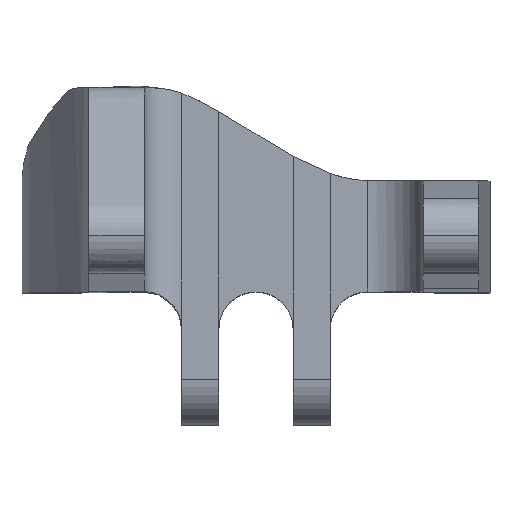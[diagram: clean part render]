
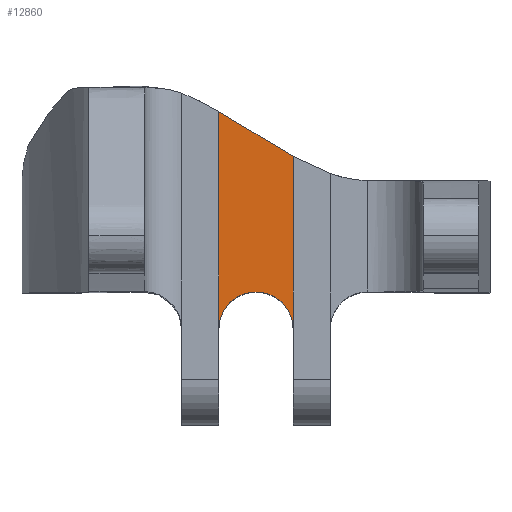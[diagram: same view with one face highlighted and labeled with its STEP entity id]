
A CAD part, top view. The second image highlights one B-rep face of the part: STEP entity #12860.
In plain terms, the highlighted planar face has unit normal (0, 0, -1).
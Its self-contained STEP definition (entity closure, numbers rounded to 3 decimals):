
#206 = CARTESIAN_POINT ( 'NONE',  ( -3.475, 57.172, -119.2 ) ) ;
#314 = VERTEX_POINT ( 'NONE', #13309 ) ;
#362 = CARTESIAN_POINT ( 'NONE',  ( 20., 42.995, -119.2 ) ) ;
#649 = FACE_OUTER_BOUND ( 'NONE', #3208, .T. ) ;
#865 = DIRECTION ( 'NONE',  ( 0., 1., 0. ) ) ;
#1985 = VERTEX_POINT ( 'NONE', #6085 ) ;
#2000 = CARTESIAN_POINT ( 'NONE',  ( 20., -30., -119.2 ) ) ;
#2197 = VERTEX_POINT ( 'NONE', #5025 ) ;
#2330 = LINE ( 'NONE', #13903, #5584 ) ;
#2400 = DIRECTION ( 'NONE',  ( 0., 1., 0. ) ) ;
#2412 = DIRECTION ( 'NONE',  ( 0., 1., 0. ) ) ;
#2485 = ORIENTED_EDGE ( 'NONE', *, *, #14874, .T. ) ;
#2558 = EDGE_CURVE ( 'NONE', #1985, #2197, #12302, .T. ) ;
#3208 = EDGE_LOOP ( 'NONE', ( #9027, #12508, #11326, #2485, #12780 ) ) ;
#3603 = CARTESIAN_POINT ( 'NONE',  ( 18.16, 44.006, -119.2 ) ) ;
#4420 = CARTESIAN_POINT ( 'NONE',  ( -20., 67.184, -119.2 ) ) ;
#4593 = CIRCLE ( 'NONE', #11797, 20. ) ;
#4867 = DIRECTION ( 'NONE',  ( 0., 0., -1. ) ) ;
#5025 = CARTESIAN_POINT ( 'NONE',  ( 20., 42.995, -119.2 ) ) ;
#5045 = EDGE_CURVE ( 'NONE', #9065, #1985, #8657, .T. ) ;
#5584 = VECTOR ( 'NONE', #2400, 1000. ) ;
#5945 = CARTESIAN_POINT ( 'NONE',  ( 6.943, 50.653, -119.2 ) ) ;
#6085 = CARTESIAN_POINT ( 'NONE',  ( 20., -50., -119.2 ) ) ;
#6127 = VERTEX_POINT ( 'NONE', #4420 ) ;
#6154 = PLANE ( 'NONE',  #14698 ) ;
#6941 = EDGE_CURVE ( 'NONE', #314, #9065, #4593, .T. ) ;
#8057 = CARTESIAN_POINT ( 'NONE',  ( 0., -50., -119.2 ) ) ;
#8190 = CARTESIAN_POINT ( 'NONE',  ( -7.93, 59.932, -119.2 ) ) ;
#8202 = DIRECTION ( 'NONE',  ( 0., 0., -1. ) ) ;
#8617 = VECTOR ( 'NONE', #865, 1000. ) ;
#8657 = CIRCLE ( 'NONE', #12491, 20. ) ;
#9027 = ORIENTED_EDGE ( 'NONE', *, *, #2558, .F. ) ;
#9065 = VERTEX_POINT ( 'NONE', #13345 ) ;
#9388 = CARTESIAN_POINT ( 'NONE',  ( 0.983, 54.386, -119.2 ) ) ;
#9596 = DIRECTION ( 'NONE',  ( 0., 1., 0. ) ) ;
#10601 = CARTESIAN_POINT ( 'NONE',  ( -17.451, 65.704, -119.2 ) ) ;
#10678 = CARTESIAN_POINT ( 'NONE',  ( -20., 67.184, -119.2 ) ) ;
#11326 = ORIENTED_EDGE ( 'NONE', *, *, #6941, .F. ) ;
#11331 = B_SPLINE_CURVE_WITH_KNOTS ( 'NONE', 3,
 ( #362, #3603, #14054, #5945, #9388, #206, #8190, #13980, #10601, #10678 ),
 .UNSPECIFIED., .F., .F.,
 ( 4, 1, 1, 1, 1, 1, 1, 4 ),
 ( 0.042, 0.048, 0.059, 0.064, 0.069, 0.075, 0.08, 0.089 ),
 .UNSPECIFIED. ) ;
#11622 = CARTESIAN_POINT ( 'NONE',  ( 0., -50., -119.2 ) ) ;
#11797 = AXIS2_PLACEMENT_3D ( 'NONE', #11622, #4867, #12900 ) ;
#12302 = LINE ( 'NONE', #2000, #8617 ) ;
#12491 = AXIS2_PLACEMENT_3D ( 'NONE', #8057, #8202, #2412 ) ;
#12508 = ORIENTED_EDGE ( 'NONE', *, *, #5045, .F. ) ;
#12780 = ORIENTED_EDGE ( 'NONE', *, *, #14872, .F. ) ;
#12860 = ADVANCED_FACE ( 'NONE', ( #649 ), #6154, .T. ) ;
#12900 = DIRECTION ( 'NONE',  ( 0., 1., 0. ) ) ;
#13063 = DIRECTION ( 'NONE',  ( 0., 0., -1. ) ) ;
#13137 = CARTESIAN_POINT ( 'NONE',  ( 20., -30., -119.2 ) ) ;
#13309 = CARTESIAN_POINT ( 'NONE',  ( -20., -50., -119.2 ) ) ;
#13345 = CARTESIAN_POINT ( 'NONE',  ( 0., -30., -119.2 ) ) ;
#13903 = CARTESIAN_POINT ( 'NONE',  ( -20., -30., -119.2 ) ) ;
#13980 = CARTESIAN_POINT ( 'NONE',  ( -13.426, 63.298, -119.2 ) ) ;
#14054 = CARTESIAN_POINT ( 'NONE',  ( 13.245, 46.805, -119.2 ) ) ;
#14698 = AXIS2_PLACEMENT_3D ( 'NONE', #13137, #13063, #9596 ) ;
#14872 = EDGE_CURVE ( 'NONE', #2197, #6127, #11331, .T. ) ;
#14874 = EDGE_CURVE ( 'NONE', #314, #6127, #2330, .T. ) ;
